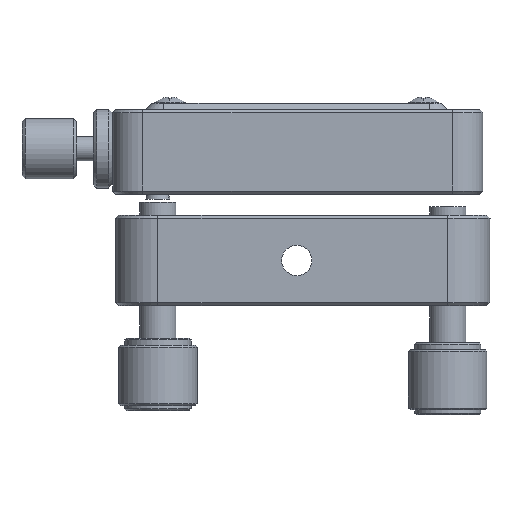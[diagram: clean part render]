
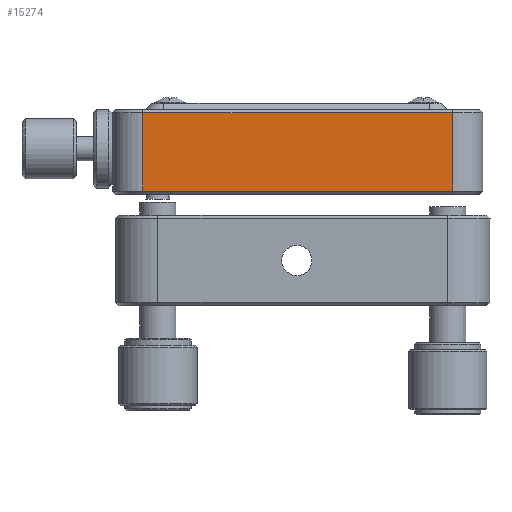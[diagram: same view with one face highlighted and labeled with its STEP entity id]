
A CAD part, front view. The second image highlights one B-rep face of the part: STEP entity #15274.
In plain terms, the highlighted planar face has unit normal (0, -1, 0).
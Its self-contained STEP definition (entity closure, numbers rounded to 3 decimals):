
#1050 = VERTEX_POINT ( 'NONE', #18349 ) ;
#2377 = CARTESIAN_POINT ( 'NONE',  ( 14.092, -39.028, 88.249 ) ) ;
#2660 = CARTESIAN_POINT ( 'NONE',  ( 14.092, -39.028, 101.749 ) ) ;
#3065 = VECTOR ( 'NONE', #8929, 1000. ) ;
#3304 = LINE ( 'NONE', #16204, #3065 ) ;
#3333 = VECTOR ( 'NONE', #15284, 1000. ) ;
#3732 = EDGE_CURVE ( 'NONE', #1050, #11569, #3304, .T. ) ;
#3965 = EDGE_LOOP ( 'NONE', ( #15864, #16502, #8379, #10561 ) ) ;
#4277 = VECTOR ( 'NONE', #15326, 1000. ) ;
#4843 = DIRECTION ( 'NONE',  ( -1., 0., 0. ) ) ;
#5438 = CARTESIAN_POINT ( 'NONE',  ( -42.208, -39.028, 101.249 ) ) ;
#6818 = FACE_OUTER_BOUND ( 'NONE', #3965, .T. ) ;
#6876 = EDGE_CURVE ( 'NONE', #11569, #14817, #8204, .T. ) ;
#7895 = PLANE ( 'NONE',  #12605 ) ;
#8055 = LINE ( 'NONE', #2660, #4277 ) ;
#8204 = LINE ( 'NONE', #5438, #3333 ) ;
#8379 = ORIENTED_EDGE ( 'NONE', *, *, #6876, .F. ) ;
#8929 = DIRECTION ( 'NONE',  ( 0., 0., 1. ) ) ;
#9078 = CARTESIAN_POINT ( 'NONE',  ( -42.208, -39.028, 88.249 ) ) ;
#9330 = DIRECTION ( 'NONE',  ( -1., 0., 0. ) ) ;
#9847 = CARTESIAN_POINT ( 'NONE',  ( -37.208, -39.028, 101.249 ) ) ;
#10561 = ORIENTED_EDGE ( 'NONE', *, *, #3732, .F. ) ;
#10822 = EDGE_CURVE ( 'NONE', #14817, #14310, #8055, .T. ) ;
#10967 = CARTESIAN_POINT ( 'NONE',  ( 14.092, -39.028, 101.249 ) ) ;
#11569 = VERTEX_POINT ( 'NONE', #9847 ) ;
#12605 = AXIS2_PLACEMENT_3D ( 'NONE', #13497, #17760, #9330 ) ;
#13497 = CARTESIAN_POINT ( 'NONE',  ( -42.208, -39.028, 101.749 ) ) ;
#14310 = VERTEX_POINT ( 'NONE', #2377 ) ;
#14563 = LINE ( 'NONE', #9078, #14983 ) ;
#14817 = VERTEX_POINT ( 'NONE', #10967 ) ;
#14983 = VECTOR ( 'NONE', #4843, 1000. ) ;
#15274 = ADVANCED_FACE ( 'NONE', ( #6818 ), #7895, .F. ) ;
#15284 = DIRECTION ( 'NONE',  ( 1., 0., 0. ) ) ;
#15326 = DIRECTION ( 'NONE',  ( 0., 0., -1. ) ) ;
#15864 = ORIENTED_EDGE ( 'NONE', *, *, #16432, .F. ) ;
#16204 = CARTESIAN_POINT ( 'NONE',  ( -37.208, -39.028, 101.749 ) ) ;
#16432 = EDGE_CURVE ( 'NONE', #14310, #1050, #14563, .T. ) ;
#16502 = ORIENTED_EDGE ( 'NONE', *, *, #10822, .F. ) ;
#17760 = DIRECTION ( 'NONE',  ( 0., 1., 0. ) ) ;
#18349 = CARTESIAN_POINT ( 'NONE',  ( -37.208, -39.028, 88.249 ) ) ;
